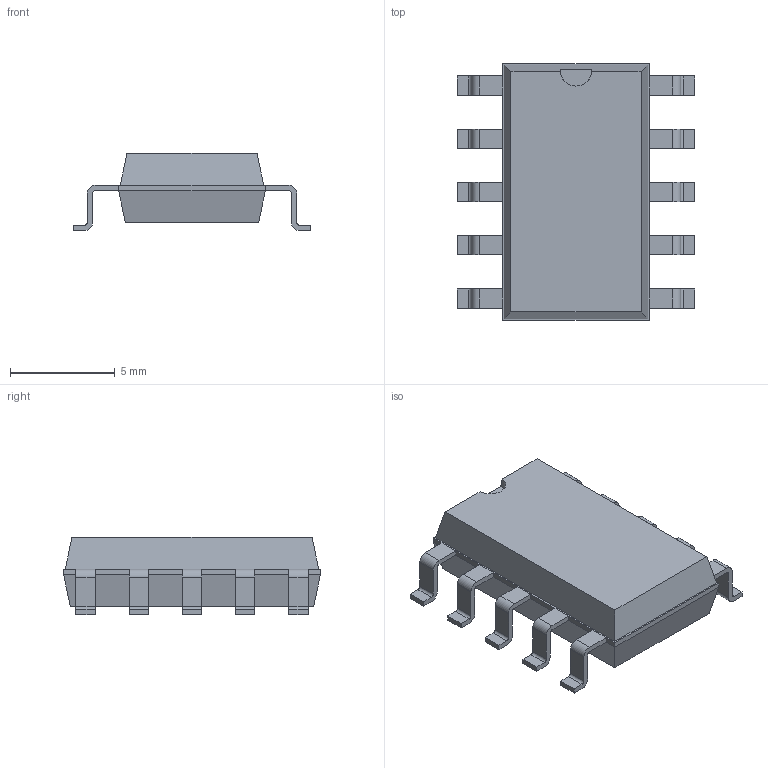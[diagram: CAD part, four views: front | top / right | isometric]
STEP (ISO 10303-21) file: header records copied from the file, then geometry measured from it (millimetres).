
FILE_DESCRIPTION(/* description */ ('model of SMDIP-10_W11.48mm'),/* implementation_level */ '2;1');
FILE_NAME(/* name */ 'SMDIP-10_W11.48mm.step',/* time_stamp */ '2017-09-26T19:19:42',/* author */ ('kicad StepUp','ksu'),/* organization */ ('FreeCAD'),/* preprocessor_version */ 'OCC',/* originating_system */ 'kicad StepUp',/* authorisation */ '');
FILE_SCHEMA(('AUTOMOTIVE_DESIGN { 1 0 10303 214 1 1 1 1 }'));
Length unit declared in the file: millimetre
Products named in the file (1): SMDIP_10_W1148mm
Bounding box: 11.32 x 12.25 x 3.68 mm (x, y, z)
Volume: 268.7 mm3; surface area: 362.7 mm2
Topology: 1 solids, 1 shells, 180 faces, 464 edges, 286 vertices
Faces by surface type: plane 107, cylinder 41, bspline 32
Entity records: 3621 total; most frequent: ORIENTED_EDGE 768, CARTESIAN_POINT 523, EDGE_CURVE 464, VERTEX_POINT 286, LINE 280, AXIS2_PLACEMENT_3D 193, ADVANCED_FACE 180, FACE_BOUND 180
